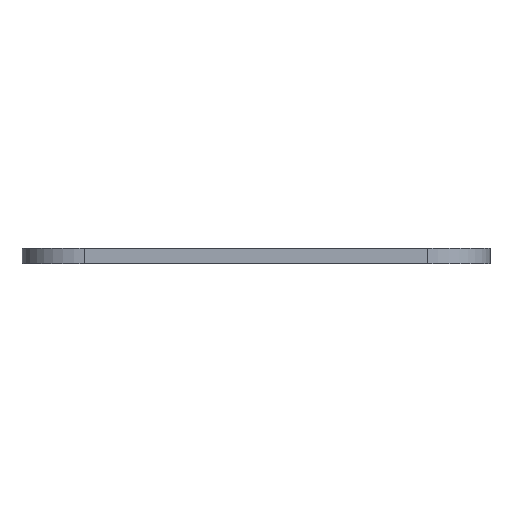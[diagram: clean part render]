
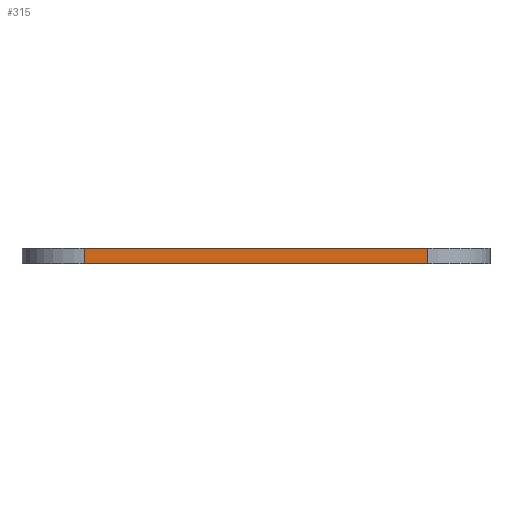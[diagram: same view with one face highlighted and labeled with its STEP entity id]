
A CAD part, front view. The second image highlights one B-rep face of the part: STEP entity #315.
In plain terms, the highlighted planar face has unit normal (0, -1, 0).
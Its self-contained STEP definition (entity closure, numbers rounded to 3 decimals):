
#47 = VECTOR ( 'NONE', #627, 1000. ) ;
#48 = VECTOR ( 'NONE', #509, 1000. ) ;
#50 = VERTEX_POINT ( 'NONE', #113 ) ;
#75 = LINE ( 'NONE', #783, #258 ) ;
#92 = DIRECTION ( 'NONE',  ( 0., 0., 1. ) ) ;
#104 = EDGE_LOOP ( 'NONE', ( #591, #1045, #979, #914 ) ) ;
#113 = CARTESIAN_POINT ( 'NONE',  ( 80.781, -34.932, -5. ) ) ;
#252 = DIRECTION ( 'NONE',  ( 0., 0., -1. ) ) ;
#258 = VECTOR ( 'NONE', #92, 1000. ) ;
#293 = EDGE_CURVE ( 'NONE', #892, #50, #370, .T. ) ;
#315 = ADVANCED_FACE ( 'NONE', ( #716 ), #953, .T. ) ;
#366 = CARTESIAN_POINT ( 'NONE',  ( -29.219, -34.932, -5. ) ) ;
#370 = LINE ( 'NONE', #688, #637 ) ;
#411 = CARTESIAN_POINT ( 'NONE',  ( 80.781, -34.932, 0. ) ) ;
#468 = LINE ( 'NONE', #541, #47 ) ;
#491 = LINE ( 'NONE', #1075, #48 ) ;
#509 = DIRECTION ( 'NONE',  ( 0., 0., 1. ) ) ;
#541 = CARTESIAN_POINT ( 'NONE',  ( -29.219, -34.932, 0. ) ) ;
#545 = AXIS2_PLACEMENT_3D ( 'NONE', #366, #779, #252 ) ;
#571 = CARTESIAN_POINT ( 'NONE',  ( -29.219, -34.932, -5. ) ) ;
#574 = CARTESIAN_POINT ( 'NONE',  ( -29.219, -34.932, 0. ) ) ;
#591 = ORIENTED_EDGE ( 'NONE', *, *, #1048, .F. ) ;
#627 = DIRECTION ( 'NONE',  ( 1., 0., 0. ) ) ;
#637 = VECTOR ( 'NONE', #962, 1000. ) ;
#680 = EDGE_CURVE ( 'NONE', #50, #895, #491, .T. ) ;
#688 = CARTESIAN_POINT ( 'NONE',  ( -29.219, -34.932, -5. ) ) ;
#716 = FACE_OUTER_BOUND ( 'NONE', #104, .T. ) ;
#777 = EDGE_CURVE ( 'NONE', #892, #1027, #75, .T. ) ;
#779 = DIRECTION ( 'NONE',  ( 0., -1., 0. ) ) ;
#783 = CARTESIAN_POINT ( 'NONE',  ( -29.219, -34.932, -5. ) ) ;
#892 = VERTEX_POINT ( 'NONE', #571 ) ;
#895 = VERTEX_POINT ( 'NONE', #411 ) ;
#914 = ORIENTED_EDGE ( 'NONE', *, *, #680, .T. ) ;
#953 = PLANE ( 'NONE',  #545 ) ;
#962 = DIRECTION ( 'NONE',  ( 1., 0., 0. ) ) ;
#979 = ORIENTED_EDGE ( 'NONE', *, *, #293, .T. ) ;
#1027 = VERTEX_POINT ( 'NONE', #574 ) ;
#1045 = ORIENTED_EDGE ( 'NONE', *, *, #777, .F. ) ;
#1048 = EDGE_CURVE ( 'NONE', #1027, #895, #468, .T. ) ;
#1075 = CARTESIAN_POINT ( 'NONE',  ( 80.781, -34.932, -5. ) ) ;
